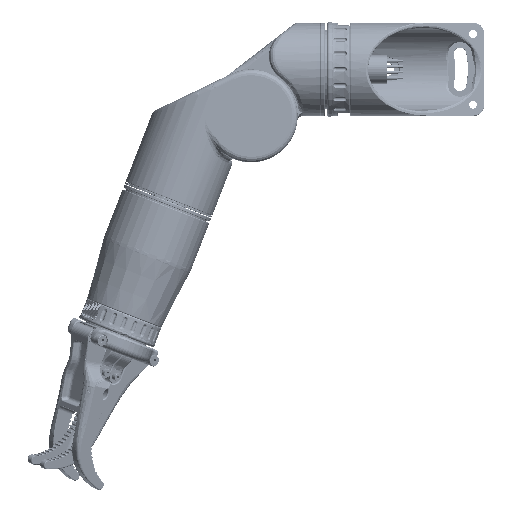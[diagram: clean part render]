
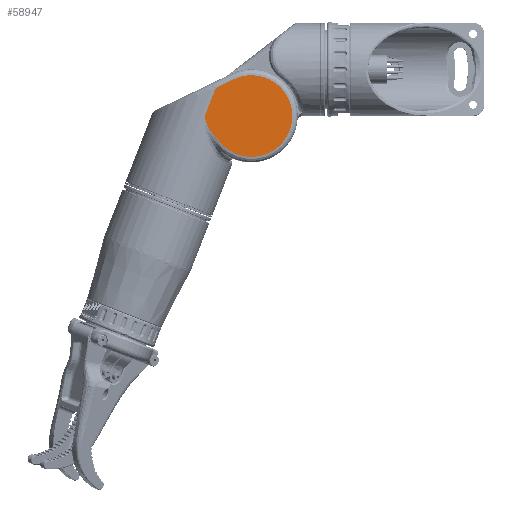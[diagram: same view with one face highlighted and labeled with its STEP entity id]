
A CAD part, left-side view. The second image highlights one B-rep face of the part: STEP entity #58947.
In plain terms, the highlighted face is planar.
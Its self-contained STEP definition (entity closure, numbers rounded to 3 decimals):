
#1026 = VERTEX_POINT ( 'NONE', #186538 ) ;
#1406 = CARTESIAN_POINT ( 'NONE',  ( -35., 81.6, -98.8 ) ) ;
#1805 = CARTESIAN_POINT ( 'NONE',  ( -39.405, 20.746, -28.037 ) ) ;
#3263 = AXIS2_PLACEMENT_3D ( 'NONE', #1406, #118624, #119680 ) ;
#7658 = CARTESIAN_POINT ( 'NONE',  ( -40.651, 3.528, -41.75 ) ) ;
#10567 = CARTESIAN_POINT ( 'NONE',  ( -40.694, 2.946, -69.512 ) ) ;
#12389 = CARTESIAN_POINT ( 'NONE',  ( -35.336, 76.961, -58. ) ) ;
#19742 = CARTESIAN_POINT ( 'NONE',  ( -39.097, 25.004, -26.053 ) ) ;
#20160 =( BOUNDED_CURVE ( )  B_SPLINE_CURVE ( 3, ( #200690, #206003, #87845, #156198 ),
 .UNSPECIFIED., .F., .T. ) 
 B_SPLINE_CURVE_WITH_KNOTS ( ( 4, 4 ),
 ( 0., 2.391 ),
 .UNSPECIFIED. ) 
 CURVE ( )  GEOMETRIC_REPRESENTATION_ITEM ( )  RATIONAL_B_SPLINE_CURVE ( ( 1., 0.578, 0.578, 1. ) ) 
 REPRESENTATION_ITEM ( '' )  );
#27137 = CARTESIAN_POINT ( 'NONE',  ( -40.272, 8.773, -35.393 ) ) ;
#27781 = CARTESIAN_POINT ( 'NONE',  ( -39.097, 25.004, -26.053 ) ) ;
#28181 = VERTEX_POINT ( 'NONE', #94842 ) ;
#34200 = LINE ( 'NONE', #130858, #134067 ) ;
#35437 = CARTESIAN_POINT ( 'NONE',  ( -39.861, 14.452, -31.204 ) ) ;
#37026 = VERTEX_POINT ( 'NONE', #12389 ) ;
#42379 = CARTESIAN_POINT ( 'NONE',  ( -40.694, 2.946, -42.779 ) ) ;
#50241 = FACE_OUTER_BOUND ( 'NONE', #84399, .T. ) ;
#51213 = LINE ( 'NONE', #96833, #96381 ) ;
#51729 = CARTESIAN_POINT ( 'NONE',  ( -39.636, 17.554, -29.529 ) ) ;
#51812 = VERTEX_POINT ( 'NONE', #27781 ) ;
#58947 = ADVANCED_FACE ( 'NONE', ( #50241 ), #116465, .F. ) ;
#66427 = DIRECTION ( 'NONE',  ( -0.049, -0.681, 0.73 ) ) ;
#69328 = EDGE_CURVE ( 'NONE', #1026, #98432, #51213, .T. ) ;
#73183 =( BOUNDED_CURVE ( )  B_SPLINE_CURVE ( 3, ( #19742, #152159, #151097, #185745 ),
 .UNSPECIFIED., .F., .T. ) 
 B_SPLINE_CURVE_WITH_KNOTS ( ( 4, 4 ),
 ( 4.244, 6.283 ),
 .UNSPECIFIED. ) 
 CURVE ( )  GEOMETRIC_REPRESENTATION_ITEM ( )  RATIONAL_B_SPLINE_CURVE ( ( 1., 0.683, 0.683, 1. ) ) 
 REPRESENTATION_ITEM ( '' )  );
#73896 = CARTESIAN_POINT ( 'NONE',  ( -40.605, 4.166, -40.755 ) ) ;
#77084 = CARTESIAN_POINT ( 'NONE',  ( -40.142, 10.567, -33.861 ) ) ;
#84289 = CARTESIAN_POINT ( 'NONE',  ( -39.173, 23.956, -26.583 ) ) ;
#84399 = EDGE_LOOP ( 'NONE', ( #120014, #117267, #162096, #98164, #115135 ) ) ;
#87845 = CARTESIAN_POINT ( 'NONE',  ( -37.925, 41.195, -110.529 ) ) ;
#94842 = CARTESIAN_POINT ( 'NONE',  ( -40.694, 2.946, -42.779 ) ) ;
#96381 = VECTOR ( 'NONE', #66427, 1000. ) ;
#96833 = CARTESIAN_POINT ( 'NONE',  ( -36.983, 54.205, -124.48 ) ) ;
#98164 = ORIENTED_EDGE ( 'NONE', *, *, #137911, .T. ) ;
#98432 = VERTEX_POINT ( 'NONE', #10567 ) ;
#99324 = DIRECTION ( 'NONE',  ( 0., 0., 1. ) ) ;
#115135 = ORIENTED_EDGE ( 'NONE', *, *, #69328, .T. ) ;
#116465 = PLANE ( 'NONE',  #3263 ) ;
#117267 = ORIENTED_EDGE ( 'NONE', *, *, #190257, .T. ) ;
#118624 = DIRECTION ( 'NONE',  ( 0.997, -0.072, 0. ) ) ;
#119680 = DIRECTION ( 'NONE',  ( 0.072, 0.997, 0. ) ) ;
#120014 = ORIENTED_EDGE ( 'NONE', *, *, #201664, .T. ) ;
#121704 = CARTESIAN_POINT ( 'NONE',  ( -40.504, 5.56, -38.848 ) ) ;
#123792 = CARTESIAN_POINT ( 'NONE',  ( -39.934, 13.444, -31.82 ) ) ;
#130858 = CARTESIAN_POINT ( 'NONE',  ( -40.694, 2.946, -98.8 ) ) ;
#134067 = VECTOR ( 'NONE', #99324, 1000. ) ;
#134241 = CARTESIAN_POINT ( 'NONE',  ( -39.483, 19.674, -28.518 ) ) ;
#137911 = EDGE_CURVE ( 'NONE', #37026, #1026, #20160, .T. ) ;
#140082 = CARTESIAN_POINT ( 'NONE',  ( -40.45, 6.314, -37.937 ) ) ;
#145422 = CARTESIAN_POINT ( 'NONE',  ( -39.712, 16.506, -30.059 ) ) ;
#148729 = EDGE_CURVE ( 'NONE', #51812, #37026, #73183, .T. ) ;
#151097 = CARTESIAN_POINT ( 'NONE',  ( -35.336, 76.961, -28.212 ) ) ;
#152159 = CARTESIAN_POINT ( 'NONE',  ( -37.173, 51.586, -12.61 ) ) ;
#156198 = CARTESIAN_POINT ( 'NONE',  ( -39.823, 14.979, -82.416 ) ) ;
#160628 = CARTESIAN_POINT ( 'NONE',  ( -39.25, 22.887, -27.07 ) ) ;
#162096 = ORIENTED_EDGE ( 'NONE', *, *, #148729, .T. ) ;
#184098 = CARTESIAN_POINT ( 'NONE',  ( -39.097, 25.004, -26.053 ) ) ;
#185745 = CARTESIAN_POINT ( 'NONE',  ( -35.336, 76.961, -58. ) ) ;
#186538 = CARTESIAN_POINT ( 'NONE',  ( -39.823, 14.979, -82.416 ) ) ;
#187822 = CARTESIAN_POINT ( 'NONE',  ( -40.074, 11.502, -33.149 ) ) ;
#190257 = EDGE_CURVE ( 'NONE', #28181, #51812, #210021, .T. ) ;
#192080 = CARTESIAN_POINT ( 'NONE',  ( -40.333, 7.92, -36.209 ) ) ;
#200690 = CARTESIAN_POINT ( 'NONE',  ( -35.336, 76.961, -58. ) ) ;
#201664 = EDGE_CURVE ( 'NONE', #98432, #28181, #34200, .T. ) ;
#206003 = CARTESIAN_POINT ( 'NONE',  ( -35.336, 76.961, -96.441 ) ) ;
#210021 = B_SPLINE_CURVE_WITH_KNOTS ( 'NONE', 3,
 ( #42379, #7658, #73896, #121704, #140082, #192080, #27137, #77084, #187822, #123792, #35437, #145422, #51729, #134241, #1805, #160628, #84289, #184098 ),
 .UNSPECIFIED., .F., .F.,
 ( 4, 2, 2, 2, 2, 2, 2, 2, 4 ),
 ( 0., 0.003, 0.007, 0.011, 0.014, 0.018, 0.021, 0.025, 0.028 ),
 .UNSPECIFIED. ) ;
